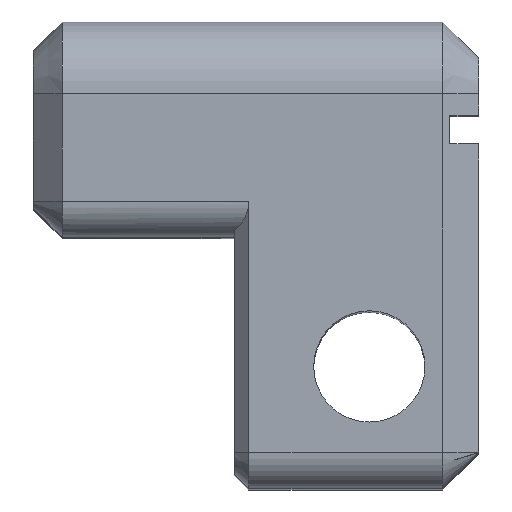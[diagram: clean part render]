
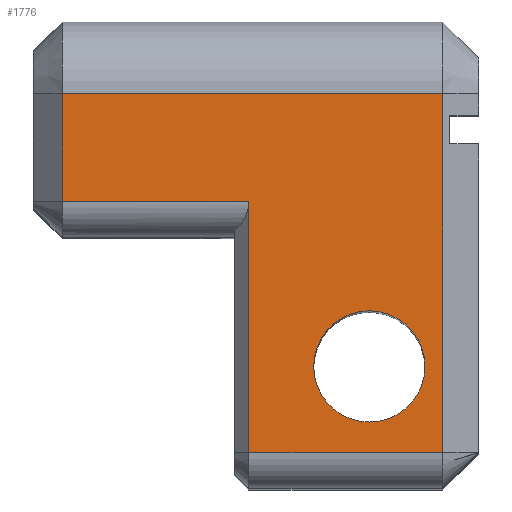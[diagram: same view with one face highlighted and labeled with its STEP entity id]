
A CAD part, top view. The second image highlights one B-rep face of the part: STEP entity #1776.
In plain terms, the highlighted planar face has unit normal (0, 0, 1).
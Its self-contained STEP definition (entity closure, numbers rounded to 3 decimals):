
#57=FACE_BOUND('',#288,.T.);
#107=PLANE('',#1952);
#189=FACE_OUTER_BOUND('',#287,.T.);
#287=EDGE_LOOP('',(#1554,#1555,#1556,#1557,#1558,#1559));
#288=EDGE_LOOP('',(#1560));
#464=LINE('',#2926,#649);
#470=LINE('',#2953,#655);
#471=LINE('',#2957,#656);
#472=LINE('',#2959,#657);
#473=LINE('',#2961,#658);
#474=LINE('',#2962,#659);
#649=VECTOR('',#2366,10.);
#655=VECTOR('',#2400,10.);
#656=VECTOR('',#2405,10.);
#657=VECTOR('',#2406,10.);
#658=VECTOR('',#2407,10.);
#659=VECTOR('',#2408,10.);
#737=CIRCLE('',#1953,1.55);
#880=VERTEX_POINT('',#2916);
#882=VERTEX_POINT('',#2922);
#890=VERTEX_POINT('',#2952);
#891=VERTEX_POINT('',#2956);
#892=VERTEX_POINT('',#2958);
#893=VERTEX_POINT('',#2960);
#894=VERTEX_POINT('',#2963);
#1110=EDGE_CURVE('',#880,#882,#464,.T.);
#1124=EDGE_CURVE('',#882,#890,#470,.T.);
#1126=EDGE_CURVE('',#891,#880,#471,.T.);
#1127=EDGE_CURVE('',#892,#891,#472,.T.);
#1128=EDGE_CURVE('',#893,#892,#473,.T.);
#1129=EDGE_CURVE('',#890,#893,#474,.T.);
#1130=EDGE_CURVE('',#894,#894,#737,.T.);
#1554=ORIENTED_EDGE('',*,*,#1110,.F.);
#1555=ORIENTED_EDGE('',*,*,#1126,.F.);
#1556=ORIENTED_EDGE('',*,*,#1127,.F.);
#1557=ORIENTED_EDGE('',*,*,#1128,.F.);
#1558=ORIENTED_EDGE('',*,*,#1129,.F.);
#1559=ORIENTED_EDGE('',*,*,#1124,.F.);
#1560=ORIENTED_EDGE('',*,*,#1130,.F.);
#1776=ADVANCED_FACE('',(#189,#57),#107,.T.);
#1952=AXIS2_PLACEMENT_3D('',#2955,#2403,#2404);
#1953=AXIS2_PLACEMENT_3D('',#2964,#2409,#2410);
#2366=DIRECTION('',(0.,1.,0.));
#2400=DIRECTION('',(1.,0.,0.));
#2403=DIRECTION('center_axis',(0.,0.,1.));
#2404=DIRECTION('ref_axis',(0.,1.,0.));
#2405=DIRECTION('',(-1.,0.,0.));
#2406=DIRECTION('',(0.,1.,0.));
#2407=DIRECTION('',(-1.,0.,0.));
#2408=DIRECTION('',(0.,-1.,0.));
#2409=DIRECTION('center_axis',(0.,0.,1.));
#2410=DIRECTION('ref_axis',(1.,0.,0.));
#2916=CARTESIAN_POINT('',(-7.8,8.,32.8));
#2922=CARTESIAN_POINT('',(-7.8,11.,32.8));
#2926=CARTESIAN_POINT('',(-7.8,5.,32.8));
#2952=CARTESIAN_POINT('',(2.8,11.,32.8));
#2953=CARTESIAN_POINT('',(-0.5,11.,32.8));
#2955=CARTESIAN_POINT('Origin',(2.,0.,32.8));
#2956=CARTESIAN_POINT('',(-2.6,8.,32.8));
#2957=CARTESIAN_POINT('',(-0.5,8.,32.8));
#2958=CARTESIAN_POINT('',(-2.6,1.,32.8));
#2959=CARTESIAN_POINT('',(-2.6,4.958,32.8));
#2960=CARTESIAN_POINT('',(2.8,1.,32.8));
#2961=CARTESIAN_POINT('',(2.,1.,32.8));
#2962=CARTESIAN_POINT('',(2.8,6.75,32.8));
#2963=CARTESIAN_POINT('',(-0.793,3.4,32.8));
#2964=CARTESIAN_POINT('Origin',(0.757,3.4,32.8));
